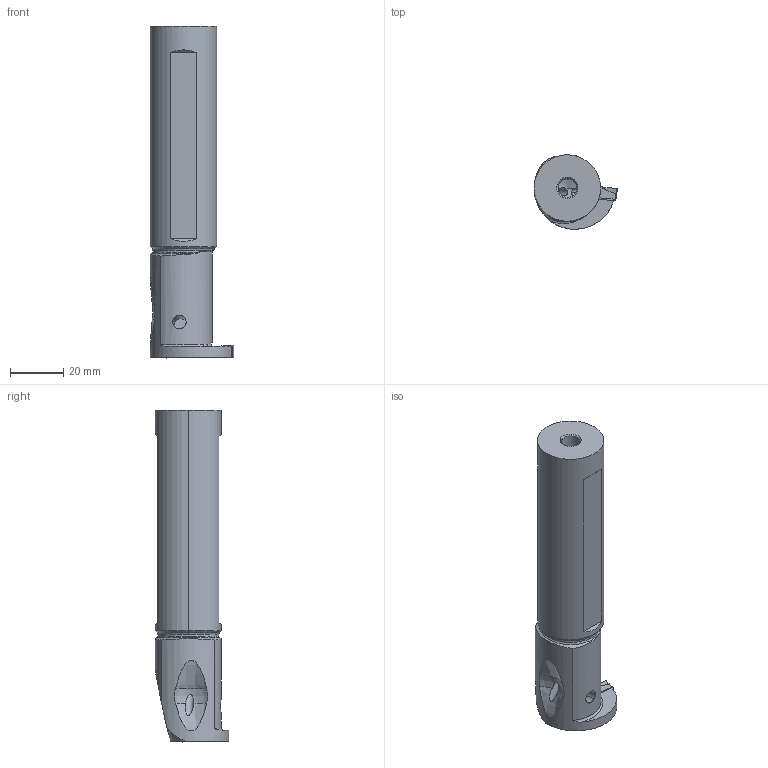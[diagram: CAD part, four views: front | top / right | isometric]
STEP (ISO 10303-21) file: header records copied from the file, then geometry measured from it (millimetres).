
FILE_DESCRIPTION(/* description */ (''),/* implementation_level */ '2;1');
FILE_NAME(/* name */ 'GYAL25K90B-H07_CW4_75_MR0_4.stp',/* time_stamp */ '2023-03-20T14:53:15+09:00',/* author */ (''),/* organization */ (''),/* preprocessor_version */ 'ST-DEVELOPER v16',/* originating_system */ 'SIEMENS PLM Software NX 10.0',/* authorisation */ '');
FILE_SCHEMA (('AUTOMOTIVE_DESIGN { 1 0 10303 214 3 1 1 1 }'));
Length unit declared in the file: millimetre
Products named in the file (1): GYAL25K90B-H07_CW4_75_MR0_4_ASM
Bounding box: 31.5 x 27.81 x 124.87 mm (x, y, z)
Volume: 53448.6 mm3; surface area: 14264.6 mm2
Topology: 2 solids, 2 shells, 126 faces, 416 edges, 321 vertices
Faces by surface type: cylinder 47, plane 44, cone 13, bspline 7, torus 7, extrusion 6, sphere 2
Entity records: 6074 total; most frequent: CARTESIAN_POINT 2471, ORIENTED_EDGE 770, DIRECTION 644, EDGE_CURVE 385, VERTEX_POINT 266, AXIS2_PLACEMENT_3D 242, VECTOR 160, LINE 154
